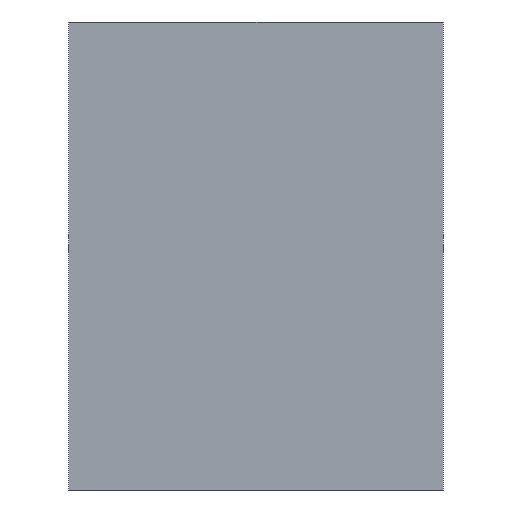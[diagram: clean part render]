
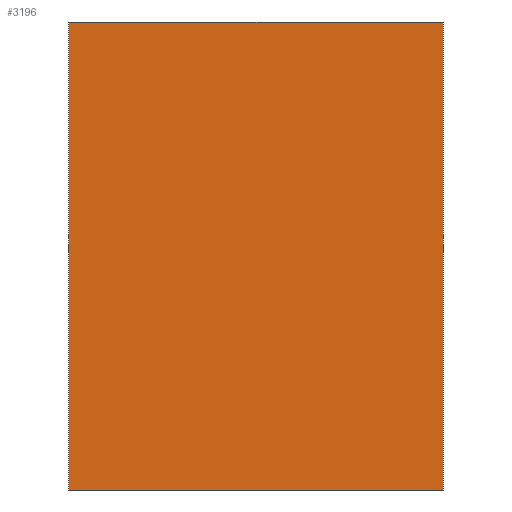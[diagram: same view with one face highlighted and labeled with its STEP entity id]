
A CAD part, left-side view. The second image highlights one B-rep face of the part: STEP entity #3196.
In plain terms, the highlighted planar face has unit normal (-1, 0, 0).
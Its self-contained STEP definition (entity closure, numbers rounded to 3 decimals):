
#54=PLANE('',#3446);
#220=FACE_OUTER_BOUND('',#388,.T.);
#388=EDGE_LOOP('',(#2737,#2738,#2739,#2740));
#697=LINE('',#8645,#979);
#831=LINE('',#9015,#1113);
#855=LINE('',#9077,#1137);
#856=LINE('',#9078,#1138);
#979=VECTOR('',#3723,10.);
#1113=VECTOR('',#4045,10.);
#1137=VECTOR('',#4111,10.);
#1138=VECTOR('',#4112,10.);
#1337=VERTEX_POINT('',#8642);
#1338=VERTEX_POINT('',#8644);
#1480=VERTEX_POINT('',#9014);
#1497=VERTEX_POINT('',#9076);
#1731=EDGE_CURVE('',#1337,#1338,#697,.T.);
#1916=EDGE_CURVE('',#1338,#1480,#831,.T.);
#1947=EDGE_CURVE('',#1337,#1497,#855,.T.);
#1948=EDGE_CURVE('',#1480,#1497,#856,.T.);
#2737=ORIENTED_EDGE('',*,*,#1731,.F.);
#2738=ORIENTED_EDGE('',*,*,#1947,.T.);
#2739=ORIENTED_EDGE('',*,*,#1948,.F.);
#2740=ORIENTED_EDGE('',*,*,#1916,.F.);
#3196=ADVANCED_FACE('',(#220),#54,.T.);
#3446=AXIS2_PLACEMENT_3D('',#9075,#4109,#4110);
#3723=DIRECTION('',(0.,1.,0.));
#4045=DIRECTION('',(0.,0.,1.));
#4109=DIRECTION('center_axis',(-1.,0.,0.));
#4110=DIRECTION('ref_axis',(0.,-1.,0.));
#4111=DIRECTION('',(0.,0.,1.));
#4112=DIRECTION('',(0.,-1.,0.));
#8642=CARTESIAN_POINT('',(0.,0.,0.));
#8644=CARTESIAN_POINT('',(0.,40.,0.));
#8645=CARTESIAN_POINT('',(0.,0.,0.));
#9014=CARTESIAN_POINT('',(0.,40.,50.));
#9015=CARTESIAN_POINT('',(0.,40.,0.));
#9075=CARTESIAN_POINT('Origin',(0.,40.,0.));
#9076=CARTESIAN_POINT('',(0.,0.,50.));
#9077=CARTESIAN_POINT('',(0.,0.,0.));
#9078=CARTESIAN_POINT('',(0.,0.,50.));
